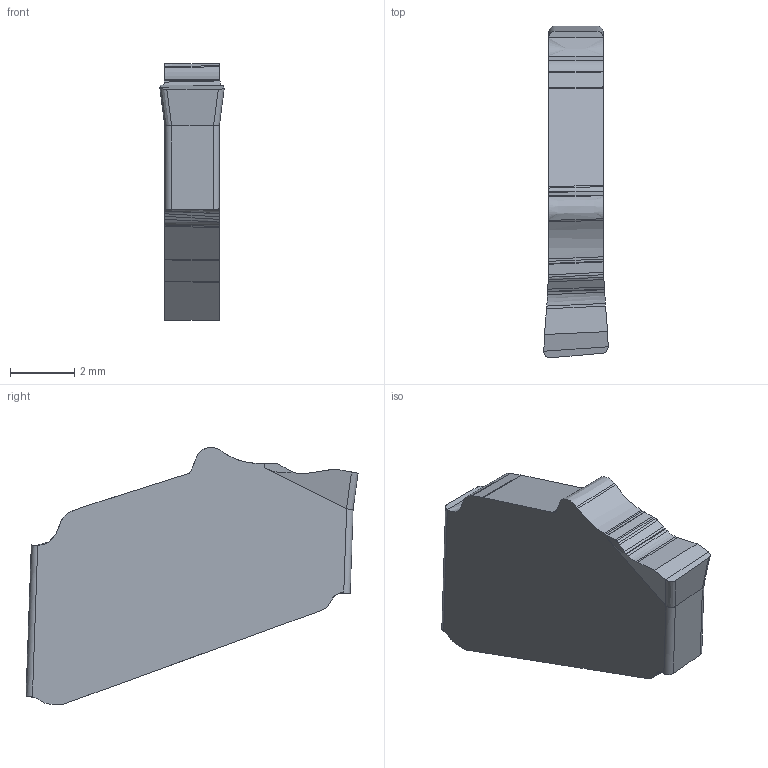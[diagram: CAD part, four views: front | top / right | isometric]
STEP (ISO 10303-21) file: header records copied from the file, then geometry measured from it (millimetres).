
FILE_DESCRIPTION((''),'2;1');
FILE_NAME('GW1M0200D020R05-GM','2021-03-01T09:44:53',('tlyad09'),('PTC Japan'),'CREO PARAMETRIC BY PTC INC, 2018500','CREO PARAMETRIC BY PTC INC, 2018500','');
FILE_SCHEMA(('AUTOMOTIVE_DESIGN { 1 0 10303 214 1 1 1 1 }'));
Length unit declared in the file: millimetre
Products named in the file (1): GW1M0200D020R05-GM
Bounding box: 2 x 10.32 x 7.99 mm (x, y, z)
Volume: 91.7 mm3; surface area: 159.2 mm2
Topology: 1 solids, 1 shells, 79 faces, 288 edges, 209 vertices
Faces by surface type: bspline 32, plane 29, cylinder 13, extrusion 5
Entity records: 5757 total; most frequent: CARTESIAN_POINT 1913, ORIENTED_EDGE 424, PRESENTATION_STYLE_ASSIGNMENT 373, STYLED_ITEM 294, CURVE_STYLE 293, DIRECTION 255, EDGE_CURVE 212, FILL_AREA_STYLE_COLOUR 159
